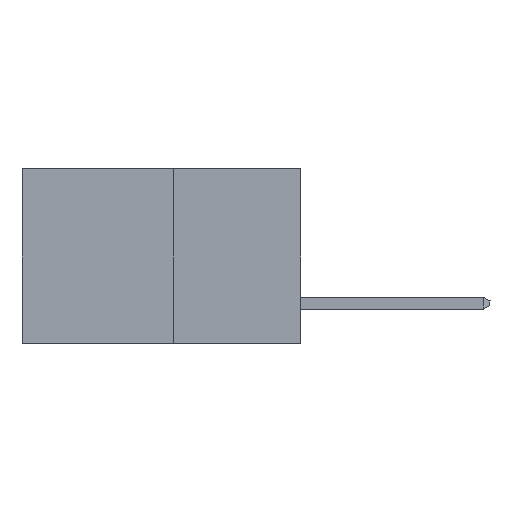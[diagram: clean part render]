
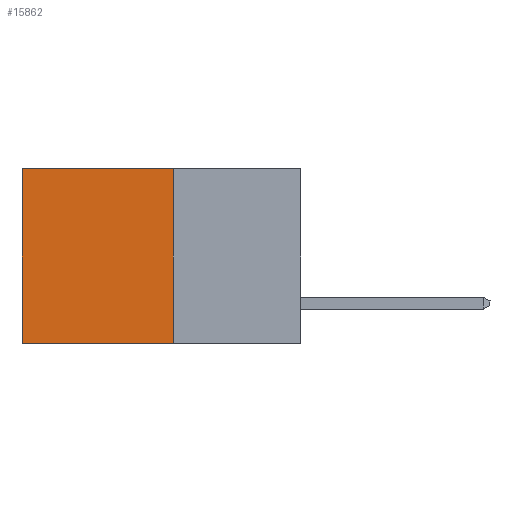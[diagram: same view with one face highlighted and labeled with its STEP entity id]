
A CAD part, left-side view. The second image highlights one B-rep face of the part: STEP entity #15862.
In plain terms, the highlighted planar face has unit normal (-1, 0, 0).
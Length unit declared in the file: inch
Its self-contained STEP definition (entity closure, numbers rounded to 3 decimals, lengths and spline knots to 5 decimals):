
#719 = CARTESIAN_POINT ( 'NONE',  ( 0.277, 0.27, 0. ) ) ;
#1488 = CARTESIAN_POINT ( 'NONE',  ( 0.277, 0.27, -0.37 ) ) ;
#1811 = DIRECTION ( 'NONE',  ( 1., 0., 0. ) ) ;
#3054 = CARTESIAN_POINT ( 'NONE',  ( 0.277, 0.27, -0.37 ) ) ;
#3463 = CARTESIAN_POINT ( 'NONE',  ( 0.277, 0.27, -0.37 ) ) ;
#3936 = VERTEX_POINT ( 'NONE', #5577 ) ;
#4094 = VECTOR ( 'NONE', #17546, 39.37008 ) ;
#4493 = EDGE_CURVE ( 'NONE', #11366, #9816, #17109, .T. ) ;
#5088 = CARTESIAN_POINT ( 'NONE',  ( 0.277, 0.59, -0.37 ) ) ;
#5224 = LINE ( 'NONE', #719, #13146 ) ;
#5398 = EDGE_LOOP ( 'NONE', ( #5642, #13344, #17687, #9148 ) ) ;
#5523 = DIRECTION ( 'NONE',  ( 0., 1., 0. ) ) ;
#5577 = CARTESIAN_POINT ( 'NONE',  ( 0.277, 0.59, 0. ) ) ;
#5642 = ORIENTED_EDGE ( 'NONE', *, *, #10898, .T. ) ;
#7522 = EDGE_CURVE ( 'NONE', #9112, #3936, #5224, .T. ) ;
#7717 = FACE_OUTER_BOUND ( 'NONE', #5398, .T. ) ;
#8682 = EDGE_CURVE ( 'NONE', #9112, #11366, #14569, .T. ) ;
#9112 = VERTEX_POINT ( 'NONE', #17012 ) ;
#9148 = ORIENTED_EDGE ( 'NONE', *, *, #7522, .T. ) ;
#9816 = VERTEX_POINT ( 'NONE', #20068 ) ;
#10362 = VECTOR ( 'NONE', #14621, 39.37008 ) ;
#10640 = LINE ( 'NONE', #5088, #13858 ) ;
#10898 = EDGE_CURVE ( 'NONE', #3936, #9816, #10640, .T. ) ;
#11329 = CARTESIAN_POINT ( 'NONE',  ( 0.277, 0.27, -0.37 ) ) ;
#11366 = VERTEX_POINT ( 'NONE', #3054 ) ;
#12906 = DIRECTION ( 'NONE',  ( 0., 0., -1. ) ) ;
#13146 = VECTOR ( 'NONE', #5523, 39.37008 ) ;
#13344 = ORIENTED_EDGE ( 'NONE', *, *, #4493, .F. ) ;
#13858 = VECTOR ( 'NONE', #17640, 39.37008 ) ;
#14569 = LINE ( 'NONE', #3463, #10362 ) ;
#14621 = DIRECTION ( 'NONE',  ( 0., 0., -1. ) ) ;
#15862 = ADVANCED_FACE ( 'NONE', ( #7717 ), #17510, .F. ) ;
#17012 = CARTESIAN_POINT ( 'NONE',  ( 0.277, 0.27, 0. ) ) ;
#17109 = LINE ( 'NONE', #1488, #4094 ) ;
#17510 = PLANE ( 'NONE',  #19924 ) ;
#17546 = DIRECTION ( 'NONE',  ( 0., 1., 0. ) ) ;
#17640 = DIRECTION ( 'NONE',  ( 0., 0., -1. ) ) ;
#17687 = ORIENTED_EDGE ( 'NONE', *, *, #8682, .F. ) ;
#19924 = AXIS2_PLACEMENT_3D ( 'NONE', #11329, #1811, #12906 ) ;
#20068 = CARTESIAN_POINT ( 'NONE',  ( 0.277, 0.59, -0.37 ) ) ;
